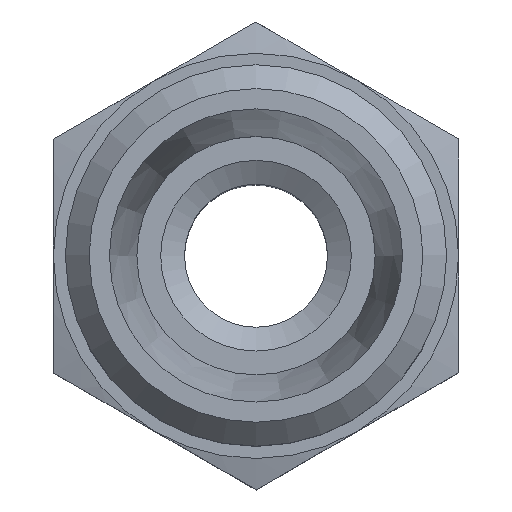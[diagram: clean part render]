
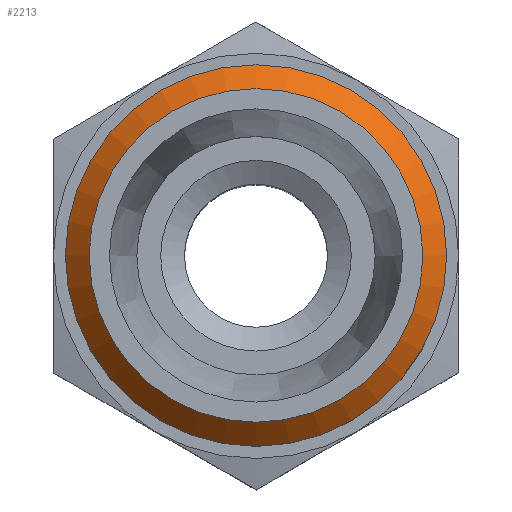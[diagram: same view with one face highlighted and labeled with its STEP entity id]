
A CAD part, top view. The second image highlights one B-rep face of the part: STEP entity #2213.
In plain terms, the highlighted conical face has half-angle 45 degrees and reference radius 7.5 mm.
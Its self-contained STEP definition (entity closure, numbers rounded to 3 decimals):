
#2179=CARTESIAN_POINT('',(8.0,0.,29.0));
#2180=VERTEX_POINT('',#2179);
#2181=CARTESIAN_POINT('',(0.0,0.0,29.0));
#2182=DIRECTION('',(0.0,0.0,1.0));
#2183=DIRECTION('',(-1.0,0.0,0.0));
#2184=AXIS2_PLACEMENT_3D('',#2181,#2182,#2183);
#2185=CIRCLE('',#2184,8.0);
#2186=EDGE_CURVE('',#2180,#2180,#2185,.T.);
#2194=CARTESIAN_POINT('',(0.0,0.0,29.5));
#2195=DIRECTION('',(0.0,0.0,-1.0));
#2196=DIRECTION('',(-1.0,0.0,0.0));
#2197=AXIS2_PLACEMENT_3D('',#2194,#2195,#2196);
#2198=CONICAL_SURFACE('',#2197,7.5,45.);
#2199=ORIENTED_EDGE('',*,*,#2186,.T.);
#2200=EDGE_LOOP('',(#2199));
#2201=FACE_OUTER_BOUND('',#2200,.T.);
#2202=CARTESIAN_POINT('',(7.,0.,30.0));
#2203=VERTEX_POINT('',#2202);
#2204=CARTESIAN_POINT('',(0.0,0.0,30.0));
#2205=DIRECTION('',(0.0,0.0,-1.0));
#2206=DIRECTION('',(-1.0,0.0,0.0));
#2207=AXIS2_PLACEMENT_3D('',#2204,#2205,#2206);
#2208=CIRCLE('',#2207,7.);
#2209=EDGE_CURVE('',#2203,#2203,#2208,.T.);
#2210=ORIENTED_EDGE('',*,*,#2209,.T.);
#2211=EDGE_LOOP('',(#2210));
#2212=FACE_BOUND('',#2211,.T.);
#2213=ADVANCED_FACE('',(#2201,#2212),#2198,.T.);
